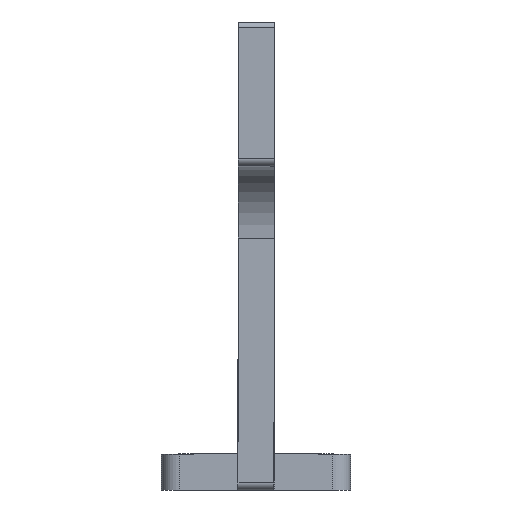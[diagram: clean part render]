
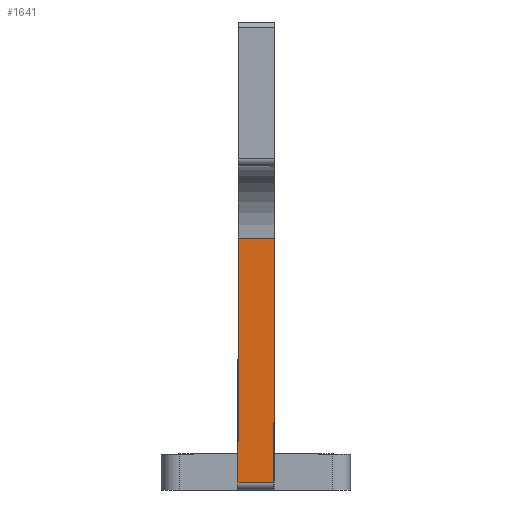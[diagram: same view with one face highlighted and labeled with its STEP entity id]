
A CAD part, left-side view. The second image highlights one B-rep face of the part: STEP entity #1641.
In plain terms, the highlighted planar face has unit normal (-1, 0, 0).
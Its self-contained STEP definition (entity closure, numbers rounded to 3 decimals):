
#103=PLANE('',#1823);
#218=FACE_OUTER_BOUND('',#325,.T.);
#325=EDGE_LOOP('',(#1425,#1426,#1427,#1428));
#388=LINE('',#2474,#523);
#419=LINE('',#2625,#554);
#463=LINE('',#2743,#598);
#472=LINE('',#2765,#607);
#523=VECTOR('',#1974,10.);
#554=VECTOR('',#2109,10.);
#598=VECTOR('',#2241,10.);
#607=VECTOR('',#2266,10.);
#758=VERTEX_POINT('',#2470);
#760=VERTEX_POINT('',#2473);
#828=VERTEX_POINT('',#2623);
#857=VERTEX_POINT('',#2739);
#927=EDGE_CURVE('',#758,#760,#388,.T.);
#1003=EDGE_CURVE('',#828,#758,#419,.T.);
#1062=EDGE_CURVE('',#760,#857,#463,.T.);
#1073=EDGE_CURVE('',#857,#828,#472,.T.);
#1425=ORIENTED_EDGE('',*,*,#1003,.F.);
#1426=ORIENTED_EDGE('',*,*,#1073,.F.);
#1427=ORIENTED_EDGE('',*,*,#1062,.F.);
#1428=ORIENTED_EDGE('',*,*,#927,.F.);
#1641=ADVANCED_FACE('',(#218),#103,.F.);
#1823=AXIS2_PLACEMENT_3D('',#2764,#2264,#2265);
#1974=DIRECTION('',(0.,0.,1.));
#2109=DIRECTION('',(0.,1.,0.));
#2241=DIRECTION('',(0.,-1.,0.));
#2264=DIRECTION('center_axis',(1.,0.,0.));
#2265=DIRECTION('ref_axis',(0.,0.,-1.));
#2266=DIRECTION('',(0.,0.,-1.));
#2470=CARTESIAN_POINT('',(-63.5,6.35,2.54));
#2473=CARTESIAN_POINT('',(-63.5,6.35,88.9));
#2474=CARTESIAN_POINT('',(-63.5,6.35,177.8));
#2623=CARTESIAN_POINT('',(-63.5,-6.35,2.54));
#2625=CARTESIAN_POINT('',(-63.5,0.,2.54));
#2739=CARTESIAN_POINT('',(-63.5,-6.35,88.9));
#2743=CARTESIAN_POINT('',(-63.5,-6.35,88.9));
#2764=CARTESIAN_POINT('Origin',(-63.5,-6.35,114.3));
#2765=CARTESIAN_POINT('',(-63.5,-6.35,177.8));
